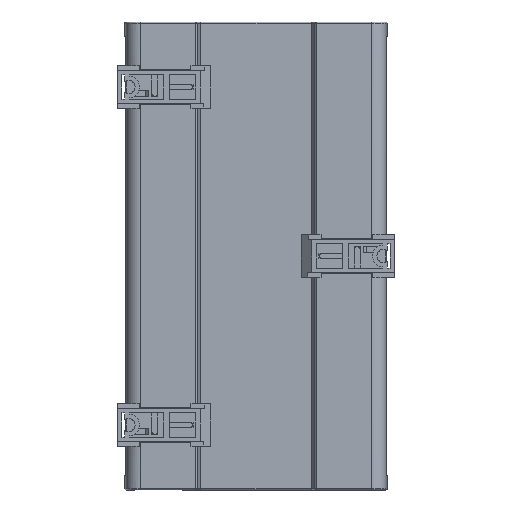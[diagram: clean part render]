
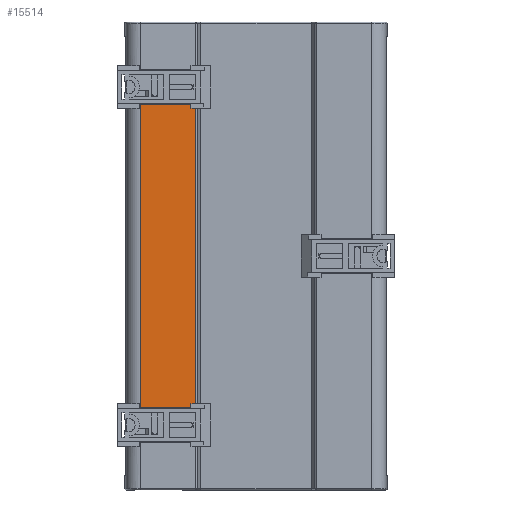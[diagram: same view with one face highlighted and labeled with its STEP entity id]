
A CAD part, front view. The second image highlights one B-rep face of the part: STEP entity #15514.
In plain terms, the highlighted face is planar.
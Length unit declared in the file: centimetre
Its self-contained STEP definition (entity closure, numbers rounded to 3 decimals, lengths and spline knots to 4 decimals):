
#64 = DIRECTION ( 'NONE',  ( 1., 0., 0. ) ) ;
#440 = EDGE_CURVE ( 'NONE', #10002, #26363, #27514, .T. ) ;
#1156 = FACE_OUTER_BOUND ( 'NONE', #9146, .T. ) ;
#1857 = DIRECTION ( 'NONE',  ( 0., 0., 1. ) ) ;
#3014 = LINE ( 'NONE', #19200, #4478 ) ;
#3954 = ORIENTED_EDGE ( 'NONE', *, *, #9559, .T. ) ;
#4478 = VECTOR ( 'NONE', #38095, 100. ) ;
#4802 = EDGE_CURVE ( 'NONE', #16834, #25292, #19205, .T. ) ;
#5013 = CARTESIAN_POINT ( 'NONE',  ( -3.9607, 5.215, 0. ) ) ;
#5275 = EDGE_CURVE ( 'NONE', #37153, #16834, #3014, .T. ) ;
#5568 = VERTEX_POINT ( 'NONE', #8091 ) ;
#6402 = ORIENTED_EDGE ( 'NONE', *, *, #32867, .F. ) ;
#6673 = DIRECTION ( 'NONE',  ( 1., 0., 0. ) ) ;
#7190 = CARTESIAN_POINT ( 'NONE',  ( -2.234, -5.065, 0. ) ) ;
#8091 = CARTESIAN_POINT ( 'NONE',  ( -2.234, -5.065, 0. ) ) ;
#8529 = ORIENTED_EDGE ( 'NONE', *, *, #440, .F. ) ;
#9146 = EDGE_LOOP ( 'NONE', ( #8529, #3954, #15756, #31519, #30508, #36863, #39429, #6402 ) ) ;
#9559 = EDGE_CURVE ( 'NONE', #10002, #32989, #35756, .T. ) ;
#9605 = DIRECTION ( 'NONE',  ( 0., -1., 0. ) ) ;
#9859 = LINE ( 'NONE', #12264, #26037 ) ;
#10002 = VERTEX_POINT ( 'NONE', #24372 ) ;
#10324 = DIRECTION ( 'NONE',  ( 0., 1., 0. ) ) ;
#12043 = VECTOR ( 'NONE', #13740, 100. ) ;
#12264 = CARTESIAN_POINT ( 'NONE',  ( -5.4, -5.215, 0. ) ) ;
#12394 = CARTESIAN_POINT ( 'NONE',  ( -2.234, 5.065, 0. ) ) ;
#12763 = CARTESIAN_POINT ( 'NONE',  ( -3.9607, -5.215, 0. ) ) ;
#13740 = DIRECTION ( 'NONE',  ( 1., 0., 0. ) ) ;
#14348 = CARTESIAN_POINT ( 'NONE',  ( 0., 0., 0. ) ) ;
#15514 = ADVANCED_FACE ( 'NONE', ( #1156 ), #27238, .F. ) ;
#15756 = ORIENTED_EDGE ( 'NONE', *, *, #20641, .F. ) ;
#16211 = CARTESIAN_POINT ( 'NONE',  ( -2.234, 5.215, 0. ) ) ;
#16453 = VECTOR ( 'NONE', #27324, 100. ) ;
#16834 = VERTEX_POINT ( 'NONE', #5013 ) ;
#16838 = CARTESIAN_POINT ( 'NONE',  ( -2.234, 5.065, 0. ) ) ;
#17260 = CARTESIAN_POINT ( 'NONE',  ( -2.234, -5.215, 0. ) ) ;
#19045 = VECTOR ( 'NONE', #10324, 100. ) ;
#19200 = CARTESIAN_POINT ( 'NONE',  ( -3.9607, 0., 0. ) ) ;
#19205 = LINE ( 'NONE', #28561, #34870 ) ;
#20003 = DIRECTION ( 'NONE',  ( -1., 0., 0. ) ) ;
#20272 = EDGE_CURVE ( 'NONE', #37153, #25591, #9859, .T. ) ;
#20553 = DIRECTION ( 'NONE',  ( 1., 0., 0. ) ) ;
#20641 = EDGE_CURVE ( 'NONE', #5568, #32989, #23822, .T. ) ;
#20642 = VECTOR ( 'NONE', #20003, 100. ) ;
#23808 = LINE ( 'NONE', #36610, #16453 ) ;
#23822 = LINE ( 'NONE', #7190, #12043 ) ;
#24372 = CARTESIAN_POINT ( 'NONE',  ( -2.0724, 5.065, 0. ) ) ;
#25081 = CARTESIAN_POINT ( 'NONE',  ( -2.0724, 0., 0. ) ) ;
#25292 = VERTEX_POINT ( 'NONE', #39962 ) ;
#25591 = VERTEX_POINT ( 'NONE', #17260 ) ;
#26037 = VECTOR ( 'NONE', #64, 100. ) ;
#26363 = VERTEX_POINT ( 'NONE', #12394 ) ;
#27238 = PLANE ( 'NONE',  #37769 ) ;
#27324 = DIRECTION ( 'NONE',  ( 0., 1., 0. ) ) ;
#27433 = VECTOR ( 'NONE', #9605, 100. ) ;
#27514 = LINE ( 'NONE', #16838, #20642 ) ;
#28561 = CARTESIAN_POINT ( 'NONE',  ( -5.4, 5.215, 0. ) ) ;
#30508 = ORIENTED_EDGE ( 'NONE', *, *, #20272, .F. ) ;
#31299 = LINE ( 'NONE', #16211, #19045 ) ;
#31519 = ORIENTED_EDGE ( 'NONE', *, *, #34030, .F. ) ;
#32867 = EDGE_CURVE ( 'NONE', #26363, #25292, #31299, .T. ) ;
#32989 = VERTEX_POINT ( 'NONE', #35635 ) ;
#34030 = EDGE_CURVE ( 'NONE', #25591, #5568, #23808, .T. ) ;
#34870 = VECTOR ( 'NONE', #6673, 100. ) ;
#35635 = CARTESIAN_POINT ( 'NONE',  ( -2.0724, -5.065, 0. ) ) ;
#35756 = LINE ( 'NONE', #25081, #27433 ) ;
#36610 = CARTESIAN_POINT ( 'NONE',  ( -2.234, -5.215, 0. ) ) ;
#36863 = ORIENTED_EDGE ( 'NONE', *, *, #5275, .T. ) ;
#37153 = VERTEX_POINT ( 'NONE', #12763 ) ;
#37769 = AXIS2_PLACEMENT_3D ( 'NONE', #14348, #1857, #20553 ) ;
#38095 = DIRECTION ( 'NONE',  ( 0., 1., 0. ) ) ;
#39429 = ORIENTED_EDGE ( 'NONE', *, *, #4802, .T. ) ;
#39962 = CARTESIAN_POINT ( 'NONE',  ( -2.234, 5.215, 0. ) ) ;
